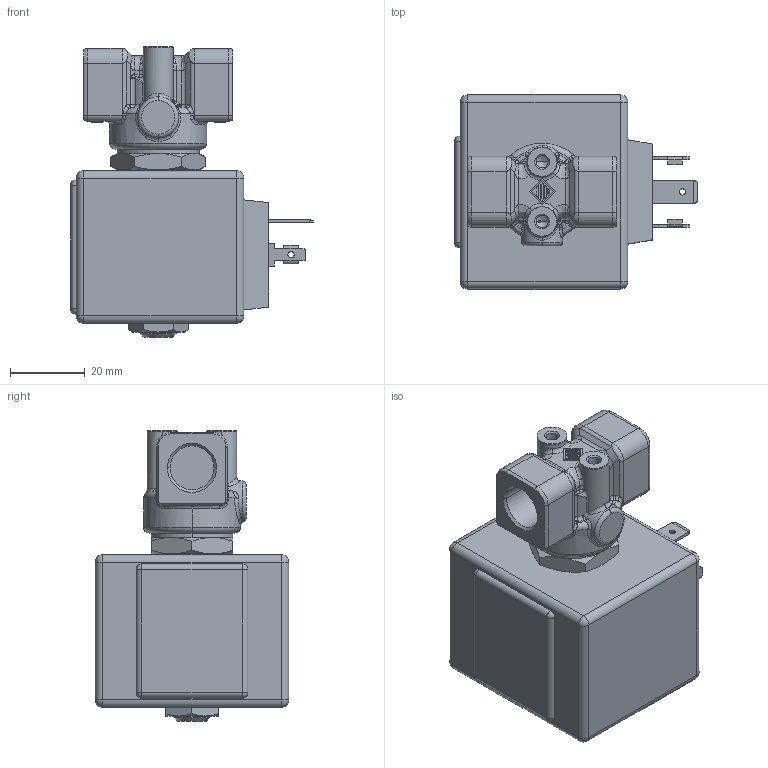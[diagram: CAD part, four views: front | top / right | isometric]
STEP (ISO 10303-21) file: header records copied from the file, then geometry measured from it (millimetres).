
FILE_DESCRIPTION((''),'2;1');
FILE_NAME('PRT0001','2015-04-21T',('fmoretti'),('O.D.E.'),'PRO/ENGINEER BY PARAMETRIC TECHNOLOGY CORPORATION, 2012420','PRO/ENGINEER BY PARAMETRIC TECHNOLOGY CORPORATION, 2012420','');
FILE_SCHEMA(('CONFIG_CONTROL_DESIGN','SHAPE_APPEARANCE_LAYERS_GROUPS'));
Length unit declared in the file: millimetre
Products named in the file (1): PRT0001
Bounding box: 65.15 x 52 x 78.05 mm (x, y, z)
Volume: 120404.1 mm3; surface area: 22892.7 mm2
Topology: 1 solids, 3 shells, 526 faces, 1226 edges, 731 vertices
Faces by surface type: plane 210, cylinder 135, bspline 79, cone 48, sphere 30, torus 24
Entity records: 22077 total; most frequent: CARTESIAN_POINT 7012, ORIENTED_EDGE 2440, DIRECTION 2207, EDGE_CURVE 1220, AXIS2_PLACEMENT_3D 802, VERTEX_POINT 731, VECTOR 603, LINE 603
